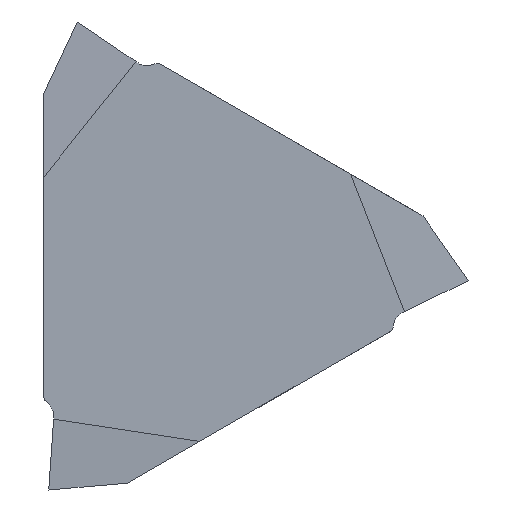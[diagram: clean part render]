
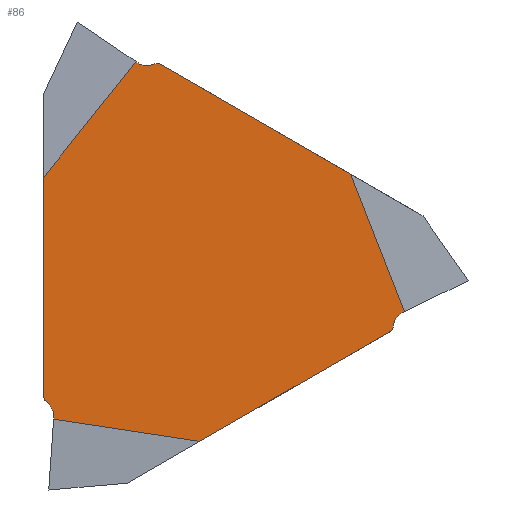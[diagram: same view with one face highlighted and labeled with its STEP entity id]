
A CAD part, left-side view. The second image highlights one B-rep face of the part: STEP entity #86.
In plain terms, the highlighted planar face has unit normal (-1, 0, 0).
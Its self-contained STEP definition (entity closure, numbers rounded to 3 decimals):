
#86=ADVANCED_FACE('',(#189),#154,.T.);
#154=PLANE('',#1273);
#189=FACE_OUTER_BOUND('',#257,.T.);
#257=EDGE_LOOP('',(#349,#350,#351,#352,#353,#354,#355,#356,#357,#358,#359,
#360,#361,#362,#363,#364,#365,#366));
#325=ELLIPSE('',#1267,0.251,0.25);
#326=ELLIPSE('',#1268,0.702,0.7);
#327=ELLIPSE('',#1269,0.251,0.25);
#328=ELLIPSE('',#1270,0.702,0.7);
#329=ELLIPSE('',#1271,0.251,0.25);
#330=ELLIPSE('',#1272,0.702,0.7);
#349=ORIENTED_EDGE('',*,*,#823,.T.);
#350=ORIENTED_EDGE('',*,*,#824,.T.);
#351=ORIENTED_EDGE('',*,*,#825,.T.);
#352=ORIENTED_EDGE('',*,*,#826,.F.);
#353=ORIENTED_EDGE('',*,*,#827,.T.);
#354=ORIENTED_EDGE('',*,*,#828,.F.);
#355=ORIENTED_EDGE('',*,*,#829,.T.);
#356=ORIENTED_EDGE('',*,*,#830,.T.);
#357=ORIENTED_EDGE('',*,*,#831,.T.);
#358=ORIENTED_EDGE('',*,*,#832,.F.);
#359=ORIENTED_EDGE('',*,*,#833,.T.);
#360=ORIENTED_EDGE('',*,*,#834,.F.);
#361=ORIENTED_EDGE('',*,*,#835,.T.);
#362=ORIENTED_EDGE('',*,*,#836,.T.);
#363=ORIENTED_EDGE('',*,*,#837,.T.);
#364=ORIENTED_EDGE('',*,*,#838,.F.);
#365=ORIENTED_EDGE('',*,*,#839,.T.);
#366=ORIENTED_EDGE('',*,*,#840,.F.);
#709=VERTEX_POINT('',#1690);
#710=VERTEX_POINT('',#1691);
#711=VERTEX_POINT('',#1693);
#712=VERTEX_POINT('',#1695);
#713=VERTEX_POINT('',#1697);
#714=VERTEX_POINT('',#1699);
#715=VERTEX_POINT('',#1701);
#716=VERTEX_POINT('',#1703);
#717=VERTEX_POINT('',#1705);
#718=VERTEX_POINT('',#1707);
#719=VERTEX_POINT('',#1709);
#720=VERTEX_POINT('',#1711);
#721=VERTEX_POINT('',#1713);
#722=VERTEX_POINT('',#1715);
#723=VERTEX_POINT('',#1717);
#724=VERTEX_POINT('',#1719);
#725=VERTEX_POINT('',#1721);
#726=VERTEX_POINT('',#1723);
#823=EDGE_CURVE('',#709,#710,#1003,.T.);
#824=EDGE_CURVE('',#710,#711,#325,.T.);
#825=EDGE_CURVE('',#711,#712,#1004,.T.);
#826=EDGE_CURVE('',#713,#712,#326,.T.);
#827=EDGE_CURVE('',#713,#714,#1005,.T.);
#828=EDGE_CURVE('',#715,#714,#1006,.T.);
#829=EDGE_CURVE('',#715,#716,#1007,.T.);
#830=EDGE_CURVE('',#716,#717,#327,.T.);
#831=EDGE_CURVE('',#717,#718,#1008,.T.);
#832=EDGE_CURVE('',#719,#718,#328,.T.);
#833=EDGE_CURVE('',#719,#720,#1009,.T.);
#834=EDGE_CURVE('',#721,#720,#1010,.T.);
#835=EDGE_CURVE('',#721,#722,#1011,.T.);
#836=EDGE_CURVE('',#722,#723,#329,.T.);
#837=EDGE_CURVE('',#723,#724,#1012,.T.);
#838=EDGE_CURVE('',#725,#724,#330,.T.);
#839=EDGE_CURVE('',#725,#726,#1013,.T.);
#840=EDGE_CURVE('',#709,#726,#1014,.T.);
#1003=LINE('',#1689,#1099);
#1004=LINE('',#1694,#1100);
#1005=LINE('',#1698,#1101);
#1006=LINE('',#1700,#1102);
#1007=LINE('',#1702,#1103);
#1008=LINE('',#1706,#1104);
#1009=LINE('',#1710,#1105);
#1010=LINE('',#1712,#1106);
#1011=LINE('',#1714,#1107);
#1012=LINE('',#1718,#1108);
#1013=LINE('',#1722,#1109);
#1014=LINE('',#1724,#1110);
#1099=VECTOR('',#1368,1.);
#1100=VECTOR('',#1371,1.);
#1101=VECTOR('',#1374,1.);
#1102=VECTOR('',#1375,1.);
#1103=VECTOR('',#1376,1.);
#1104=VECTOR('',#1379,1.);
#1105=VECTOR('',#1382,1.);
#1106=VECTOR('',#1383,1.);
#1107=VECTOR('',#1384,1.);
#1108=VECTOR('',#1387,1.);
#1109=VECTOR('',#1390,1.);
#1110=VECTOR('',#1391,1.);
#1267=AXIS2_PLACEMENT_3D('',#1692,#1369,#1370);
#1268=AXIS2_PLACEMENT_3D('',#1696,#1372,#1373);
#1269=AXIS2_PLACEMENT_3D('',#1704,#1377,#1378);
#1270=AXIS2_PLACEMENT_3D('',#1708,#1380,#1381);
#1271=AXIS2_PLACEMENT_3D('',#1716,#1385,#1386);
#1272=AXIS2_PLACEMENT_3D('',#1720,#1388,#1389);
#1273=AXIS2_PLACEMENT_3D('',#1725,#1392,#1393);
#1368=DIRECTION('',(0.,0.,-1.));
#1369=DIRECTION('',(-1.,0.,0.));
#1370=DIRECTION('',(0.,0.,-1.));
#1371=DIRECTION('',(0.,-0.707,-0.707));
#1372=DIRECTION('',(-1.,0.,0.));
#1373=DIRECTION('',(0.,0.447,-0.895));
#1374=DIRECTION('',(0.,0.07,-0.998));
#1375=DIRECTION('',(0.,0.989,0.151));
#1376=DIRECTION('',(0.,-0.866,0.5));
#1377=DIRECTION('',(-1.,0.,0.));
#1378=DIRECTION('',(0.,-0.866,0.5));
#1379=DIRECTION('',(0.,-0.259,0.966));
#1380=DIRECTION('',(-1.,0.,0.));
#1381=DIRECTION('',(0.,-0.998,0.06));
#1382=DIRECTION('',(0.,-0.899,0.438));
#1383=DIRECTION('',(0.,-0.364,-0.931));
#1384=DIRECTION('',(0.,0.866,0.5));
#1385=DIRECTION('',(-1.,0.,0.));
#1386=DIRECTION('',(0.,0.866,0.5));
#1387=DIRECTION('',(0.,0.966,-0.259));
#1388=DIRECTION('',(-1.,0.,0.));
#1389=DIRECTION('',(0.,0.551,0.834));
#1390=DIRECTION('',(0.,0.829,0.559));
#1391=DIRECTION('',(0.,-0.625,0.781));
#1392=DIRECTION('',(-1.,0.,0.));
#1393=DIRECTION('',(0.,0.,1.));
#1689=CARTESIAN_POINT('',(0.,7.1,12.298));
#1690=CARTESIAN_POINT('',(0.,7.1,4.009));
#1691=CARTESIAN_POINT('',(0.,7.1,-6.112));
#1692=CARTESIAN_POINT('',(0.,6.85,-6.112));
#1693=CARTESIAN_POINT('',(0.,7.026,-6.29));
#1694=CARTESIAN_POINT('',(0.,6.658,-6.658));
#1695=CARTESIAN_POINT('',(0.,6.842,-6.474));
#1696=CARTESIAN_POINT('',(0.,7.337,-6.972));
#1697=CARTESIAN_POINT('',(0.,6.639,-7.019));
#1698=CARTESIAN_POINT('',(0.,6.118,0.428));
#1699=CARTESIAN_POINT('',(0.,6.646,-7.128));
#1700=CARTESIAN_POINT('',(0.,1.213,-7.956));
#1701=CARTESIAN_POINT('',(0.,-0.078,-8.153));
#1702=CARTESIAN_POINT('',(0.,7.1,-12.298));
#1703=CARTESIAN_POINT('',(0.,-8.843,-3.093));
#1704=CARTESIAN_POINT('',(0.,-8.718,-2.876));
#1705=CARTESIAN_POINT('',(0.,-8.96,-2.94));
#1706=CARTESIAN_POINT('',(0.,-9.095,-2.437));
#1707=CARTESIAN_POINT('',(0.,-9.028,-2.688));
#1708=CARTESIAN_POINT('',(0.,-9.706,-2.868));
#1709=CARTESIAN_POINT('',(0.,-9.398,-2.24));
#1710=CARTESIAN_POINT('',(0.,-2.688,-5.512));
#1711=CARTESIAN_POINT('',(0.,-9.496,-2.192));
#1712=CARTESIAN_POINT('',(0.,-7.497,2.928));
#1713=CARTESIAN_POINT('',(0.,-7.022,4.144));
#1714=CARTESIAN_POINT('',(0.,-14.2,0.));
#1715=CARTESIAN_POINT('',(0.,1.743,9.205));
#1716=CARTESIAN_POINT('',(0.,1.868,8.988));
#1717=CARTESIAN_POINT('',(0.,1.934,9.23));
#1718=CARTESIAN_POINT('',(0.,2.437,9.095));
#1719=CARTESIAN_POINT('',(0.,2.186,9.162));
#1720=CARTESIAN_POINT('',(0.,2.369,9.84));
#1721=CARTESIAN_POINT('',(0.,2.759,9.259));
#1722=CARTESIAN_POINT('',(0.,-3.429,5.084));
#1723=CARTESIAN_POINT('',(0.,2.85,9.32));
#1724=CARTESIAN_POINT('',(0.,6.284,5.029));
#1725=CARTESIAN_POINT('',(0.,0.,0.));
